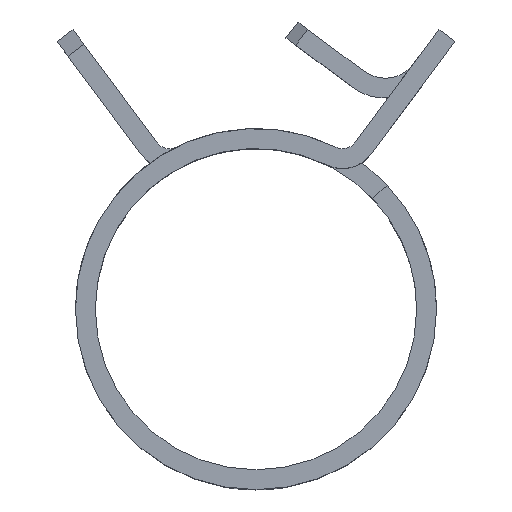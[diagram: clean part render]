
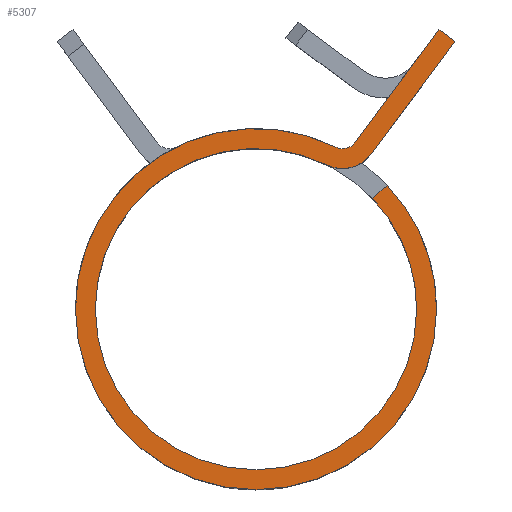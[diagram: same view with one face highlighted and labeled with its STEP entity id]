
A CAD part, top view. The second image highlights one B-rep face of the part: STEP entity #5307.
In plain terms, the highlighted planar face has unit normal (0, 0, 1).
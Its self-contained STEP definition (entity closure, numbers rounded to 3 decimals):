
#182 = ORIENTED_EDGE ( 'NONE', *, *, #1496, .F. ) ;
#210 = EDGE_CURVE ( 'NONE', #1650, #1314, #4532, .T. ) ;
#227 = VERTEX_POINT ( 'NONE', #3146 ) ;
#445 = AXIS2_PLACEMENT_3D ( 'NONE', #5381, #1481, #5722 ) ;
#461 = VERTEX_POINT ( 'NONE', #5334 ) ;
#530 = CARTESIAN_POINT ( 'NONE',  ( 0., 0., 6. ) ) ;
#661 = CARTESIAN_POINT ( 'NONE',  ( 10.5, 0., 6. ) ) ;
#680 = CARTESIAN_POINT ( 'NONE',  ( 5.662, 11.479, 6. ) ) ;
#704 = CARTESIAN_POINT ( 'NONE',  ( 5.22, 10.583, 6. ) ) ;
#739 = CARTESIAN_POINT ( 'NONE',  ( 7.63, 7.213, 6. ) ) ;
#787 = DIRECTION ( 'NONE',  ( 1., 0., 0. ) ) ;
#788 = CARTESIAN_POINT ( 'NONE',  ( 11.956, 18.275, 6. ) ) ;
#907 = AXIS2_PLACEMENT_3D ( 'NONE', #5429, #1561, #4372 ) ;
#912 = VECTOR ( 'NONE', #1103, 1000. ) ;
#931 = CARTESIAN_POINT ( 'NONE',  ( 13., 17.5, 6. ) ) ;
#944 = LINE ( 'NONE', #5170, #2584 ) ;
#996 = EDGE_CURVE ( 'NONE', #5554, #1170, #4269, .T. ) ;
#1011 = EDGE_CURVE ( 'NONE', #461, #2921, #3864, .T. ) ;
#1012 = CARTESIAN_POINT ( 'NONE',  ( -10.5, 0., 6. ) ) ;
#1103 = DIRECTION ( 'NONE',  ( -0.596, -0.803, 0. ) ) ;
#1111 = VERTEX_POINT ( 'NONE', #4713 ) ;
#1170 = VERTEX_POINT ( 'NONE', #661 ) ;
#1279 = ORIENTED_EDGE ( 'NONE', *, *, #3007, .T. ) ;
#1314 = VERTEX_POINT ( 'NONE', #3036 ) ;
#1459 = DIRECTION ( 'NONE',  ( 1., 0., 0. ) ) ;
#1481 = DIRECTION ( 'NONE',  ( 0., 0., 1. ) ) ;
#1496 = EDGE_CURVE ( 'NONE', #1170, #1650, #3171, .T. ) ;
#1520 = CIRCLE ( 'NONE', #445, 10.5 ) ;
#1541 = DIRECTION ( 'NONE',  ( 0., 0., 1. ) ) ;
#1561 = DIRECTION ( 'NONE',  ( 0., 0., 1. ) ) ;
#1587 = AXIS2_PLACEMENT_3D ( 'NONE', #3149, #4055, #2093 ) ;
#1650 = VERTEX_POINT ( 'NONE', #5238 ) ;
#1948 = EDGE_CURVE ( 'NONE', #3482, #5149, #5516, .T. ) ;
#2093 = DIRECTION ( 'NONE',  ( 1., 0., 0. ) ) ;
#2097 = ORIENTED_EDGE ( 'NONE', *, *, #2789, .F. ) ;
#2159 = ORIENTED_EDGE ( 'NONE', *, *, #4631, .T. ) ;
#2202 = AXIS2_PLACEMENT_3D ( 'NONE', #530, #1541, #3869 ) ;
#2237 = CARTESIAN_POINT ( 'NONE',  ( 5.662, 11.479, 6. ) ) ;
#2302 = VECTOR ( 'NONE', #3551, 1000. ) ;
#2452 = EDGE_CURVE ( 'NONE', #227, #1314, #4075, .T. ) ;
#2538 = VERTEX_POINT ( 'NONE', #6055 ) ;
#2579 = ORIENTED_EDGE ( 'NONE', *, *, #4003, .T. ) ;
#2584 = VECTOR ( 'NONE', #2763, 1000. ) ;
#2763 = DIRECTION ( 'NONE',  ( -0.596, -0.803, 0. ) ) ;
#2789 = EDGE_CURVE ( 'NONE', #5149, #1111, #5274, .T. ) ;
#2801 = CIRCLE ( 'NONE', #3493, 2.3 ) ;
#2830 = ORIENTED_EDGE ( 'NONE', *, *, #996, .F. ) ;
#2921 = VERTEX_POINT ( 'NONE', #704 ) ;
#2966 = VECTOR ( 'NONE', #3539, 1000. ) ;
#2999 = AXIS2_PLACEMENT_3D ( 'NONE', #4173, #4264, #1459 ) ;
#3007 = EDGE_CURVE ( 'NONE', #3482, #461, #944, .T. ) ;
#3036 = CARTESIAN_POINT ( 'NONE',  ( 8.575, 8.107, 6. ) ) ;
#3139 = VERTEX_POINT ( 'NONE', #5825 ) ;
#3146 = CARTESIAN_POINT ( 'NONE',  ( 11.8, 0., 6. ) ) ;
#3149 = CARTESIAN_POINT ( 'NONE',  ( 0., 0., 6. ) ) ;
#3171 = CIRCLE ( 'NONE', #907, 10.5 ) ;
#3344 = EDGE_CURVE ( 'NONE', #1111, #3139, #2801, .T. ) ;
#3403 = FACE_OUTER_BOUND ( 'NONE', #4602, .T. ) ;
#3462 = AXIS2_PLACEMENT_3D ( 'NONE', #2237, #5043, #787 ) ;
#3482 = VERTEX_POINT ( 'NONE', #4554 ) ;
#3493 = AXIS2_PLACEMENT_3D ( 'NONE', #680, #4021, #5869 ) ;
#3539 = DIRECTION ( 'NONE',  ( 0.803, -0.596, 0. ) ) ;
#3551 = DIRECTION ( 'NONE',  ( 0.727, 0.687, 0. ) ) ;
#3752 = DIRECTION ( 'NONE',  ( 1., 0., 0. ) ) ;
#3808 = PLANE ( 'NONE',  #2202 ) ;
#3864 = CIRCLE ( 'NONE', #3462, 1. ) ;
#3869 = DIRECTION ( 'NONE',  ( 1., 0., 0. ) ) ;
#4003 = EDGE_CURVE ( 'NONE', #2538, #227, #5792, .T. ) ;
#4012 = ORIENTED_EDGE ( 'NONE', *, *, #1948, .F. ) ;
#4021 = DIRECTION ( 'NONE',  ( 0., 0., -1. ) ) ;
#4055 = DIRECTION ( 'NONE',  ( 0., 0., 1. ) ) ;
#4075 = CIRCLE ( 'NONE', #1587, 11.8 ) ;
#4104 = CARTESIAN_POINT ( 'NONE',  ( 0., 0., 6. ) ) ;
#4157 = ORIENTED_EDGE ( 'NONE', *, *, #3344, .F. ) ;
#4164 = CARTESIAN_POINT ( 'NONE',  ( 0., 0., 6. ) ) ;
#4173 = CARTESIAN_POINT ( 'NONE',  ( 0., 0., 6. ) ) ;
#4264 = DIRECTION ( 'NONE',  ( 0., 0., 1. ) ) ;
#4269 = CIRCLE ( 'NONE', #5265, 10.5 ) ;
#4279 = CARTESIAN_POINT ( 'NONE',  ( 13., 17.5, 6. ) ) ;
#4302 = AXIS2_PLACEMENT_3D ( 'NONE', #4164, #6129, #3752 ) ;
#4313 = ORIENTED_EDGE ( 'NONE', *, *, #1011, .T. ) ;
#4372 = DIRECTION ( 'NONE',  ( 1., 0., 0. ) ) ;
#4532 = LINE ( 'NONE', #739, #2302 ) ;
#4551 = DIRECTION ( 'NONE',  ( 1., 0., 0. ) ) ;
#4554 = CARTESIAN_POINT ( 'NONE',  ( 11.956, 18.275, 6. ) ) ;
#4602 = EDGE_LOOP ( 'NONE', ( #2159, #2579, #4830, #5284, #182, #2830, #5620, #4157, #2097, #4012, #1279, #4313 ) ) ;
#4631 = EDGE_CURVE ( 'NONE', #2921, #2538, #6102, .T. ) ;
#4713 = CARTESIAN_POINT ( 'NONE',  ( 7.509, 10.108, 6. ) ) ;
#4830 = ORIENTED_EDGE ( 'NONE', *, *, #2452, .T. ) ;
#4967 = EDGE_CURVE ( 'NONE', #3139, #5554, #1520, .T. ) ;
#5015 = DIRECTION ( 'NONE',  ( 0., 0., 1. ) ) ;
#5043 = DIRECTION ( 'NONE',  ( 0., 0., -1. ) ) ;
#5149 = VERTEX_POINT ( 'NONE', #931 ) ;
#5170 = CARTESIAN_POINT ( 'NONE',  ( 11.956, 18.275, 6. ) ) ;
#5238 = CARTESIAN_POINT ( 'NONE',  ( 7.63, 7.213, 6. ) ) ;
#5265 = AXIS2_PLACEMENT_3D ( 'NONE', #4104, #5015, #4551 ) ;
#5274 = LINE ( 'NONE', #4279, #912 ) ;
#5284 = ORIENTED_EDGE ( 'NONE', *, *, #210, .F. ) ;
#5307 = ADVANCED_FACE ( 'NONE', ( #3403 ), #3808, .T. ) ;
#5334 = CARTESIAN_POINT ( 'NONE',  ( 6.465, 10.883, 6. ) ) ;
#5381 = CARTESIAN_POINT ( 'NONE',  ( 0., 0., 6. ) ) ;
#5429 = CARTESIAN_POINT ( 'NONE',  ( 0., 0., 6. ) ) ;
#5516 = LINE ( 'NONE', #788, #2966 ) ;
#5554 = VERTEX_POINT ( 'NONE', #1012 ) ;
#5620 = ORIENTED_EDGE ( 'NONE', *, *, #4967, .F. ) ;
#5722 = DIRECTION ( 'NONE',  ( 1., 0., 0. ) ) ;
#5792 = CIRCLE ( 'NONE', #4302, 11.8 ) ;
#5825 = CARTESIAN_POINT ( 'NONE',  ( 4.645, 9.417, 6. ) ) ;
#5869 = DIRECTION ( 'NONE',  ( -1., 0., 0. ) ) ;
#6055 = CARTESIAN_POINT ( 'NONE',  ( -11.8, 0., 6. ) ) ;
#6102 = CIRCLE ( 'NONE', #2999, 11.8 ) ;
#6129 = DIRECTION ( 'NONE',  ( 0., 0., 1. ) ) ;
